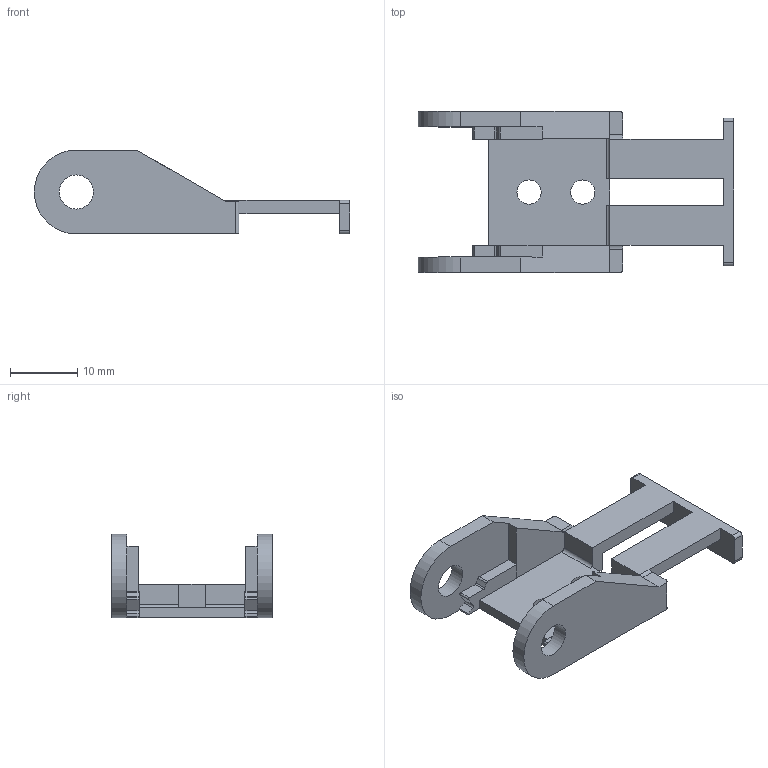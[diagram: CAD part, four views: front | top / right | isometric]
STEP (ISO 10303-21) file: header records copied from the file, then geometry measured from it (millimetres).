
FILE_DESCRIPTION(/* description */ (''),/* implementation_level */ '2;1');
FILE_NAME(/* name */ 'pEnd-05.stp',/* time_stamp */ '2021-01-17T18:41:25+01:00',/* author */ ('niels'),/* organization */ (''),/* preprocessor_version */ 'ST-DEVELOPER v18.1',/* originating_system */ 'Autodesk Inventor 2020',/* authorisation */ '');
FILE_SCHEMA (('AUTOMOTIVE_DESIGN { 1 0 10303 214 3 1 1 }'));
Length unit declared in the file: millimetre
Products named in the file (1): pEnd-05
Bounding box: 47 x 24 x 12.5 mm (x, y, z)
Volume: 2744.3 mm3; surface area: 3162.8 mm2
Topology: 1 solids, 1 shells, 74 faces, 218 edges, 144 vertices
Faces by surface type: plane 46, cylinder 28
Full cylindrical faces by diameter (mm): 3.6 x2, 5.1 x2
Entity records: 2536 total; most frequent: CARTESIAN_POINT 437, ORIENTED_EDGE 436, DIRECTION 424, EDGE_CURVE 218, LINE 162, VECTOR 162, VERTEX_POINT 144, AXIS2_PLACEMENT_3D 131
